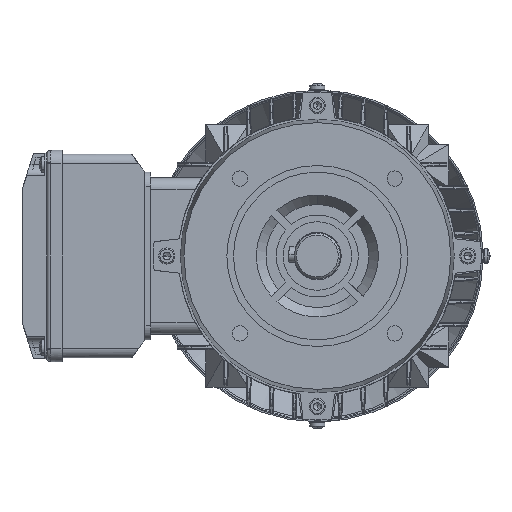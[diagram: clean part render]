
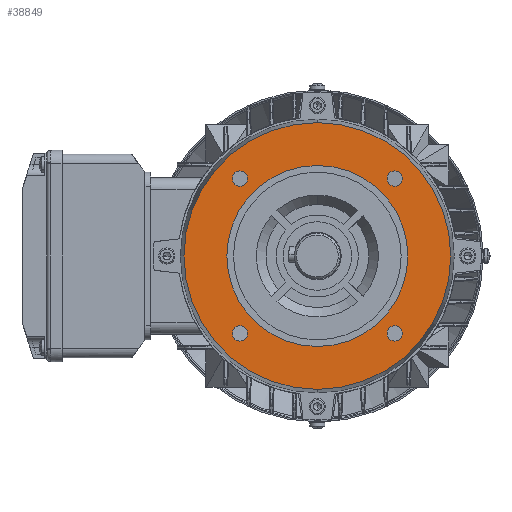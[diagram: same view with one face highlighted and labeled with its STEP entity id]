
A CAD part, left-side view. The second image highlights one B-rep face of the part: STEP entity #38849.
In plain terms, the highlighted planar face has unit normal (-1, 0, 0).
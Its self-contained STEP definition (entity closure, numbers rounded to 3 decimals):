
#5828 = VERTEX_POINT ( 'NONE', #70135 ) ;
#5879 = EDGE_CURVE ( 'NONE', #5880, #5881, #70296, .T. ) ;
#5880 = VERTEX_POINT ( 'NONE', #70407 ) ;
#5881 = VERTEX_POINT ( 'NONE', #70405 ) ;
#5898 = EDGE_CURVE ( 'NONE', #5899, #5900, #70450, .T. ) ;
#5899 = VERTEX_POINT ( 'NONE', #70445 ) ;
#5900 = VERTEX_POINT ( 'NONE', #70443 ) ;
#5915 = EDGE_CURVE ( 'NONE', #5916, #5828, #70514, .T. ) ;
#5916 = VERTEX_POINT ( 'NONE', #70496 ) ;
#5946 = EDGE_CURVE ( 'NONE', #5947, #5948, #70609, .T. ) ;
#5947 = VERTEX_POINT ( 'NONE', #70591 ) ;
#5948 = VERTEX_POINT ( 'NONE', #70589 ) ;
#28213 = DIRECTION ( 'NONE',  ( 0., 0., 1. ) ) ;
#28728 = DIRECTION ( 'NONE',  ( -1., 0., 0. ) ) ;
#28729 = CARTESIAN_POINT ( 'NONE',  ( 3., -40.659, -40.659 ) ) ;
#28730 = AXIS2_PLACEMENT_3D ( 'NONE', #28729, #28728, #28213 ) ;
#28735 = CIRCLE ( 'NONE', #28730, 4. ) ;
#28763 = DIRECTION ( 'NONE',  ( 0., 0., 1. ) ) ;
#28764 = DIRECTION ( 'NONE',  ( -1., 0., 0. ) ) ;
#28765 = CARTESIAN_POINT ( 'NONE',  ( 3., -40.659, 40.659 ) ) ;
#28766 = AXIS2_PLACEMENT_3D ( 'NONE', #28765, #28764, #28763 ) ;
#28767 = DIRECTION ( 'NONE',  ( 0., 0., 1. ) ) ;
#28768 = DIRECTION ( 'NONE',  ( -1., 0., 0. ) ) ;
#28769 = AXIS2_PLACEMENT_3D ( 'NONE', #28771, #28768, #28767 ) ;
#28770 = CIRCLE ( 'NONE', #28766, 4. ) ;
#28771 = CARTESIAN_POINT ( 'NONE',  ( 3., -28.387, 0. ) ) ;
#28772 = PLANE ( 'NONE',  #28769 ) ;
#28773 = FACE_BOUND ( 'NONE', #38836, .T. ) ;
#28774 = FACE_OUTER_BOUND ( 'NONE', #38825, .T. ) ;
#28775 = FACE_BOUND ( 'NONE', #38813, .T. ) ;
#28776 = FACE_BOUND ( 'NONE', #38798, .T. ) ;
#28777 = FACE_BOUND ( 'NONE', #38865, .T. ) ;
#28778 = FACE_BOUND ( 'NONE', #38851, .T. ) ;
#28779 = DIRECTION ( 'NONE',  ( 0., 0., 1. ) ) ;
#28780 = DIRECTION ( 'NONE',  ( -1., 0., 0. ) ) ;
#28781 = CARTESIAN_POINT ( 'NONE',  ( 3., 0., 0. ) ) ;
#28782 = AXIS2_PLACEMENT_3D ( 'NONE', #28781, #28780, #28779 ) ;
#28783 = CIRCLE ( 'NONE', #28782, 70. ) ;
#28784 = DIRECTION ( 'NONE',  ( 0., 0., 1. ) ) ;
#28785 = DIRECTION ( 'NONE',  ( -1., 0., 0. ) ) ;
#28786 = CARTESIAN_POINT ( 'NONE',  ( 3., 40.659, 40.659 ) ) ;
#28787 = AXIS2_PLACEMENT_3D ( 'NONE', #28786, #28785, #28784 ) ;
#28788 = CIRCLE ( 'NONE', #28787, 4. ) ;
#28789 = DIRECTION ( 'NONE',  ( 0., 0., 1. ) ) ;
#28790 = DIRECTION ( 'NONE',  ( -1., 0., 0. ) ) ;
#28791 = CARTESIAN_POINT ( 'NONE',  ( 3., 40.659, -40.659 ) ) ;
#28792 = AXIS2_PLACEMENT_3D ( 'NONE', #28791, #28790, #28789 ) ;
#28793 = CIRCLE ( 'NONE', #28792, 4. ) ;
#28881 = DIRECTION ( 'NONE',  ( 0., 0., 1. ) ) ;
#28882 = DIRECTION ( 'NONE',  ( -1., 0., 0. ) ) ;
#28883 = CARTESIAN_POINT ( 'NONE',  ( 3., 0., 0. ) ) ;
#28884 = AXIS2_PLACEMENT_3D ( 'NONE', #28883, #28882, #28881 ) ;
#28885 = CIRCLE ( 'NONE', #28884, 47.5 ) ;
#29976 = VERTEX_POINT ( 'NONE', #76934 ) ;
#29979 = EDGE_CURVE ( 'NONE', #29981, #29976, #76931, .T. ) ;
#29981 = VERTEX_POINT ( 'NONE', #76922 ) ;
#29999 = EDGE_CURVE ( 'NONE', #30000, #30002, #77016, .T. ) ;
#30000 = VERTEX_POINT ( 'NONE', #77001 ) ;
#30002 = VERTEX_POINT ( 'NONE', #77000 ) ;
#38792 = ORIENTED_EDGE ( 'NONE', *, *, #38794, .F. ) ;
#38794 = EDGE_CURVE ( 'NONE', #5900, #5899, #28735, .T. ) ;
#38798 = EDGE_LOOP ( 'NONE', ( #38802, #38805 ) ) ;
#38802 = ORIENTED_EDGE ( 'NONE', *, *, #5879, .F. ) ;
#38805 = ORIENTED_EDGE ( 'NONE', *, *, #38808, .F. ) ;
#38808 = EDGE_CURVE ( 'NONE', #5881, #5880, #28793, .T. ) ;
#38813 = EDGE_LOOP ( 'NONE', ( #38814, #38816 ) ) ;
#38814 = ORIENTED_EDGE ( 'NONE', *, *, #5946, .F. ) ;
#38816 = ORIENTED_EDGE ( 'NONE', *, *, #38819, .F. ) ;
#38819 = EDGE_CURVE ( 'NONE', #5948, #5947, #28788, .T. ) ;
#38825 = EDGE_LOOP ( 'NONE', ( #38830, #38832 ) ) ;
#38830 = ORIENTED_EDGE ( 'NONE', *, *, #29979, .T. ) ;
#38832 = ORIENTED_EDGE ( 'NONE', *, *, #38846, .T. ) ;
#38836 = EDGE_LOOP ( 'NONE', ( #38971, #38974 ) ) ;
#38846 = EDGE_CURVE ( 'NONE', #29976, #29981, #28783, .T. ) ;
#38849 = ADVANCED_FACE ( 'NONE', ( #28778, #28777, #28776, #28775, #28774, #28773 ), #28772, .T. ) ;
#38851 = EDGE_LOOP ( 'NONE', ( #38853, #38856 ) ) ;
#38853 = ORIENTED_EDGE ( 'NONE', *, *, #5915, .F. ) ;
#38856 = ORIENTED_EDGE ( 'NONE', *, *, #38858, .F. ) ;
#38858 = EDGE_CURVE ( 'NONE', #5828, #5916, #28770, .T. ) ;
#38865 = EDGE_LOOP ( 'NONE', ( #38869, #38792 ) ) ;
#38869 = ORIENTED_EDGE ( 'NONE', *, *, #5898, .F. ) ;
#38971 = ORIENTED_EDGE ( 'NONE', *, *, #29999, .F. ) ;
#38974 = ORIENTED_EDGE ( 'NONE', *, *, #38977, .F. ) ;
#38977 = EDGE_CURVE ( 'NONE', #30002, #30000, #28885, .T. ) ;
#70135 = CARTESIAN_POINT ( 'NONE',  ( 3., -40.659, 44.659 ) ) ;
#70296 = CIRCLE ( 'NONE', #70415, 4. ) ;
#70405 = CARTESIAN_POINT ( 'NONE',  ( 3., 40.659, -36.659 ) ) ;
#70407 = CARTESIAN_POINT ( 'NONE',  ( 3., 40.659, -44.659 ) ) ;
#70409 = DIRECTION ( 'NONE',  ( 0., 0., 1. ) ) ;
#70411 = DIRECTION ( 'NONE',  ( -1., 0., 0. ) ) ;
#70413 = CARTESIAN_POINT ( 'NONE',  ( 3., 40.659, -40.659 ) ) ;
#70415 = AXIS2_PLACEMENT_3D ( 'NONE', #70413, #70411, #70409 ) ;
#70443 = CARTESIAN_POINT ( 'NONE',  ( 3., -40.659, -36.659 ) ) ;
#70445 = CARTESIAN_POINT ( 'NONE',  ( 3., -40.659, -44.659 ) ) ;
#70446 = DIRECTION ( 'NONE',  ( 0., 0., 1. ) ) ;
#70447 = DIRECTION ( 'NONE',  ( -1., 0., 0. ) ) ;
#70448 = CARTESIAN_POINT ( 'NONE',  ( 3., -40.659, -40.659 ) ) ;
#70449 = AXIS2_PLACEMENT_3D ( 'NONE', #70448, #70447, #70446 ) ;
#70450 = CIRCLE ( 'NONE', #70449, 4. ) ;
#70496 = CARTESIAN_POINT ( 'NONE',  ( 3., -40.659, 36.659 ) ) ;
#70497 = DIRECTION ( 'NONE',  ( 0., 0., 1. ) ) ;
#70499 = DIRECTION ( 'NONE',  ( -1., 0., 0. ) ) ;
#70501 = CARTESIAN_POINT ( 'NONE',  ( 3., -40.659, 40.659 ) ) ;
#70502 = AXIS2_PLACEMENT_3D ( 'NONE', #70501, #70499, #70497 ) ;
#70514 = CIRCLE ( 'NONE', #70502, 4. ) ;
#70589 = CARTESIAN_POINT ( 'NONE',  ( 3., 40.659, 44.659 ) ) ;
#70591 = CARTESIAN_POINT ( 'NONE',  ( 3., 40.659, 36.659 ) ) ;
#70593 = DIRECTION ( 'NONE',  ( 0., 0., 1. ) ) ;
#70595 = DIRECTION ( 'NONE',  ( -1., 0., 0. ) ) ;
#70597 = CARTESIAN_POINT ( 'NONE',  ( 3., 40.659, 40.659 ) ) ;
#70598 = AXIS2_PLACEMENT_3D ( 'NONE', #70597, #70595, #70593 ) ;
#70609 = CIRCLE ( 'NONE', #70598, 4. ) ;
#76922 = CARTESIAN_POINT ( 'NONE',  ( 3., 0., 70. ) ) ;
#76924 = DIRECTION ( 'NONE',  ( 0., 0., 1. ) ) ;
#76926 = DIRECTION ( 'NONE',  ( -1., 0., 0. ) ) ;
#76928 = CARTESIAN_POINT ( 'NONE',  ( 3., 0., 0. ) ) ;
#76929 = AXIS2_PLACEMENT_3D ( 'NONE', #76928, #76926, #76924 ) ;
#76931 = CIRCLE ( 'NONE', #76929, 70. ) ;
#76934 = CARTESIAN_POINT ( 'NONE',  ( 3., 0., -70. ) ) ;
#77000 = CARTESIAN_POINT ( 'NONE',  ( 3., 0., -47.5 ) ) ;
#77001 = CARTESIAN_POINT ( 'NONE',  ( 3., 0., 47.5 ) ) ;
#77002 = DIRECTION ( 'NONE',  ( 0., 0., 1. ) ) ;
#77003 = DIRECTION ( 'NONE',  ( -1., 0., 0. ) ) ;
#77005 = CARTESIAN_POINT ( 'NONE',  ( 3., 0., 0. ) ) ;
#77006 = AXIS2_PLACEMENT_3D ( 'NONE', #77005, #77003, #77002 ) ;
#77016 = CIRCLE ( 'NONE', #77006, 47.5 ) ;
